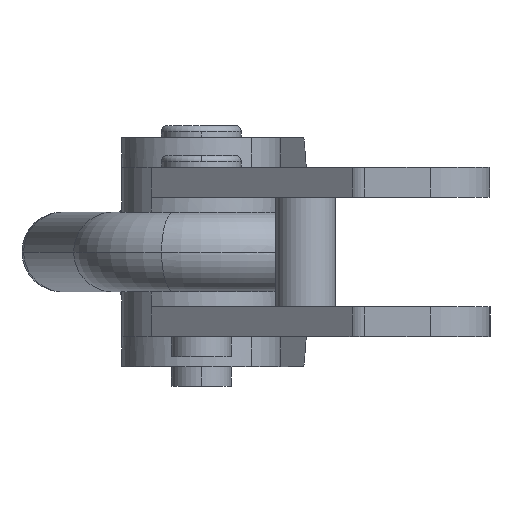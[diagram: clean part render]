
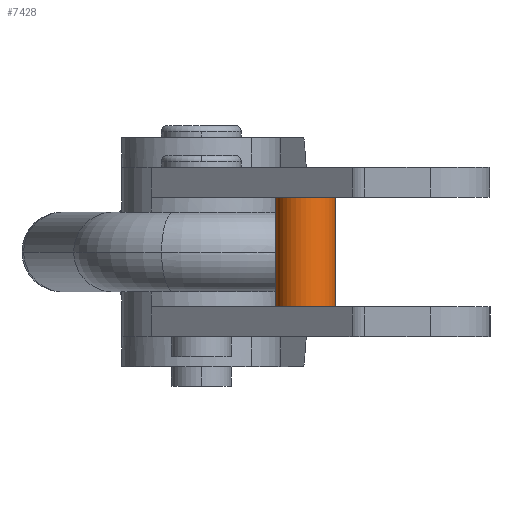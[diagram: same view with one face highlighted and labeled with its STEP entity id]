
A CAD part, left-side view. The second image highlights one B-rep face of the part: STEP entity #7428.
In plain terms, the highlighted cylindrical face has radius 3 mm (diameter 6 mm), a partial arc.
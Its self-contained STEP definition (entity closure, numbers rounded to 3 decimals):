
#1138=CARTESIAN_POINT('',(-95.623,13.878,3.));
#1139=VERTEX_POINT('',#1138);
#1140=CARTESIAN_POINT('',(-95.623,13.878,14.));
#1141=VERTEX_POINT('',#1140);
#1142=CARTESIAN_POINT('',(-95.623,13.878,3.));
#1143=DIRECTION('',(0.0,0.0,1.0));
#1144=VECTOR('',#1143,11.0);
#1145=LINE('',#1142,#1144);
#1146=EDGE_CURVE('',#1139,#1141,#1145,.T.);
#1148=CARTESIAN_POINT('',(-95.623,19.878,3.));
#1149=VERTEX_POINT('',#1148);
#1157=CARTESIAN_POINT('',(-95.623,19.878,14.));
#1158=VERTEX_POINT('',#1157);
#1159=CARTESIAN_POINT('',(-95.623,19.878,14.));
#1160=DIRECTION('',(0.0,0.0,-1.0));
#1161=VECTOR('',#1160,11.);
#1162=LINE('',#1159,#1161);
#1163=EDGE_CURVE('',#1158,#1149,#1162,.T.);
#6005=CARTESIAN_POINT('',(-95.623,16.878,14.));
#6006=DIRECTION('',(0.0,0.0,1.0));
#6007=DIRECTION('',(0.0,-1.0,0.0));
#6008=AXIS2_PLACEMENT_3D('',#6005,#6006,#6007);
#6009=CIRCLE('',#6008,3.0);
#6010=EDGE_CURVE('',#1158,#1141,#6009,.T.);
#7411=CARTESIAN_POINT('',(-95.623,16.878,8.5));
#7412=DIRECTION('',(0.,0.,1.0));
#7413=DIRECTION('',(0.0,-1.0,0.0));
#7414=AXIS2_PLACEMENT_3D('',#7411,#7412,#7413);
#7415=CYLINDRICAL_SURFACE('',#7414,3.0);
#7416=ORIENTED_EDGE('',*,*,#1146,.T.);
#7417=ORIENTED_EDGE('',*,*,#6010,.F.);
#7418=ORIENTED_EDGE('',*,*,#1163,.T.);
#7419=CARTESIAN_POINT('',(-95.623,16.878,3.));
#7420=DIRECTION('',(0.0,0.0,-1.0));
#7421=DIRECTION('',(0.0,-1.0,0.0));
#7422=AXIS2_PLACEMENT_3D('',#7419,#7420,#7421);
#7423=CIRCLE('',#7422,3.0);
#7424=EDGE_CURVE('',#1139,#1149,#7423,.T.);
#7425=ORIENTED_EDGE('',*,*,#7424,.F.);
#7426=EDGE_LOOP('',(#7416,#7417,#7418,#7425));
#7427=FACE_OUTER_BOUND('',#7426,.T.);
#7428=ADVANCED_FACE('',(#7427),#7415,.T.);
